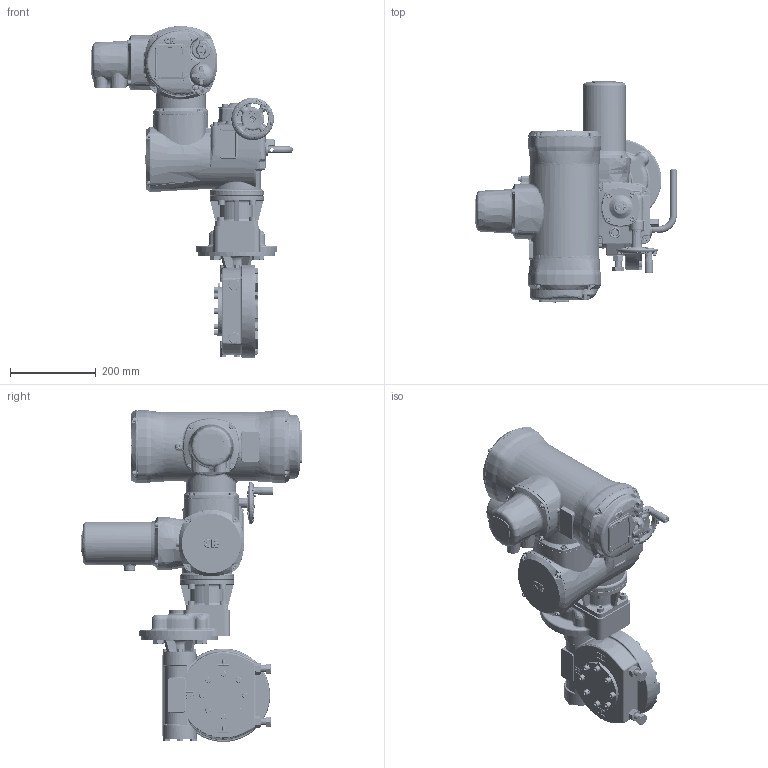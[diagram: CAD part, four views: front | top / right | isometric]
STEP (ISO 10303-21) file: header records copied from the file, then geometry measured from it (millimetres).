
FILE_DESCRIPTION(/* description */ ('Unknown'),/* implementation_level */ '2;1');
FILE_NAME(/* name */ 'A4W4RLBS00X-1',/* time_stamp */ '2018-08-01T10:58:14+05:00',/* author */ ('Unknown'),/* organization */ ('Unknown'),/* preprocessor_version */ 'ST-DEVELOPER v16.7',/* originating_system */ 'DEX',/* authorisation */ $);
FILE_SCHEMA (('TECHNICAL_DATA_PACKAGING','AUTOMOTIVE_DESIGN {1 0 10303 214 3 1 1}'));
Length unit declared in the file: millimetre
Products named in the file (1): A4W4RLBS00
Bounding box: 470.34 x 517.7 x 774.55 mm (x, y, z)
Volume: 24101091.6 mm3; surface area: 1093509.3 mm2
Topology: 90 solids, 91 shells, 15846 faces, 38464 edges, 23008 vertices
Faces by surface type: plane 6034, bspline 4091, cylinder 3401, torus 947, cone 830, sphere 543
Full cylindrical faces by diameter (mm): 0.6 x2, 1.152 x1, 3 x2, 3.2 x1, 4 x2, 4.2 x6, 4.4 x1, 4.5 x5, 4.917 x23, 5.5 x4, 6 x15, 6.4 x1, 6.45 x4, 6.47 x4, 6.5 x12, 6.6 x4, 6.647 x1, 7 x5, 8 x27, 8.1 x8, 8.2 x1, 8.5 x20, 8.7 x8, 9 x12, 10 x41, 10.22 x4, 10.5 x4, 10.8 x4, 11 x1, 11.92 x1
Entity records: 678424 total; most frequent: CARTESIAN_POINT 241269, ORIENTED_EDGE 73868, DIRECTION 55894, EDGE_CURVE 36934, VERTEX_POINT 22651, AXIS2_PLACEMENT_3D 20774, FACE_BOUND 17405, EDGE_LOOP 17347
